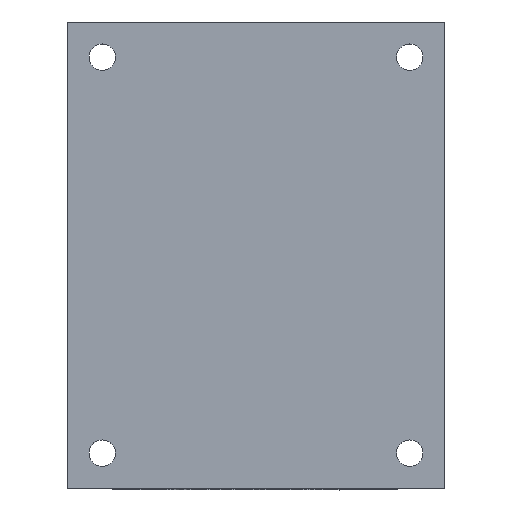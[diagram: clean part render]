
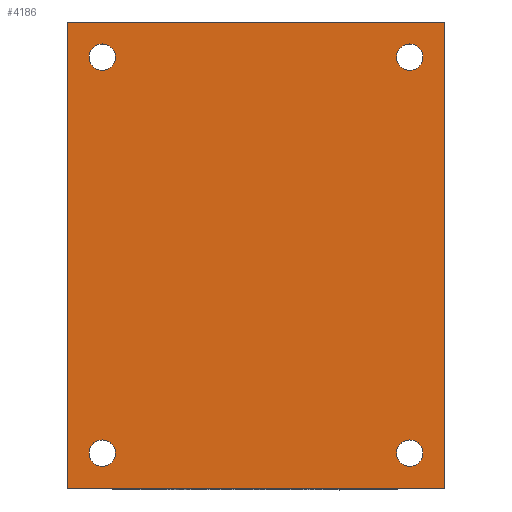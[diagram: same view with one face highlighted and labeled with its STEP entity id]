
A CAD part, top view. The second image highlights one B-rep face of the part: STEP entity #4186.
In plain terms, the highlighted planar face has unit normal (0, 0, 1).
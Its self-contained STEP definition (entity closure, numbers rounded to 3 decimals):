
#121=FACE_BOUND('',#762,.T.);
#122=FACE_BOUND('',#763,.T.);
#123=FACE_BOUND('',#764,.T.);
#124=FACE_BOUND('',#765,.T.);
#518=FACE_OUTER_BOUND('',#761,.T.);
#761=EDGE_LOOP('',(#3824,#3825,#3826,#3827));
#762=EDGE_LOOP('',(#3828));
#763=EDGE_LOOP('',(#3829));
#764=EDGE_LOOP('',(#3830));
#765=EDGE_LOOP('',(#3831));
#769=CIRCLE('',#4195,1.75);
#771=CIRCLE('',#4198,1.75);
#776=CIRCLE('',#4324,1.75);
#778=CIRCLE('',#4328,1.75);
#1137=LINE('',#7574,#1560);
#1173=LINE('',#7651,#1596);
#1175=LINE('',#7655,#1598);
#1189=LINE('',#7690,#1612);
#1560=VECTOR('',#4925,10.);
#1596=VECTOR('',#4995,10.);
#1598=VECTOR('',#4999,10.);
#1612=VECTOR('',#5031,10.);
#1638=VERTEX_POINT('',#5093);
#1640=VERTEX_POINT('',#5099);
#1983=VERTEX_POINT('',#7571);
#1984=VERTEX_POINT('',#7573);
#2008=VERTEX_POINT('',#7649);
#2009=VERTEX_POINT('',#7653);
#2012=VERTEX_POINT('',#7663);
#2016=VERTEX_POINT('',#7675);
#2042=EDGE_CURVE('',#1638,#1638,#769,.T.);
#2045=EDGE_CURVE('',#1640,#1640,#771,.T.);
#2558=EDGE_CURVE('',#1984,#1983,#1137,.T.);
#2597=EDGE_CURVE('',#2008,#1983,#1173,.T.);
#2599=EDGE_CURVE('',#2009,#2008,#1175,.T.);
#2604=EDGE_CURVE('',#2012,#2012,#776,.T.);
#2610=EDGE_CURVE('',#2016,#2016,#778,.T.);
#2617=EDGE_CURVE('',#1984,#2009,#1189,.T.);
#3824=ORIENTED_EDGE('',*,*,#2597,.F.);
#3825=ORIENTED_EDGE('',*,*,#2599,.F.);
#3826=ORIENTED_EDGE('',*,*,#2617,.F.);
#3827=ORIENTED_EDGE('',*,*,#2558,.T.);
#3828=ORIENTED_EDGE('',*,*,#2042,.T.);
#3829=ORIENTED_EDGE('',*,*,#2045,.T.);
#3830=ORIENTED_EDGE('',*,*,#2604,.T.);
#3831=ORIENTED_EDGE('',*,*,#2610,.T.);
#3965=PLANE('',#4337);
#4186=ADVANCED_FACE('',(#518,#121,#122,#123,#124),#3965,.T.);
#4195=AXIS2_PLACEMENT_3D('',#5095,#4364,#4365);
#4198=AXIS2_PLACEMENT_3D('',#5101,#4371,#4372);
#4324=AXIS2_PLACEMENT_3D('',#7665,#5009,#5010);
#4328=AXIS2_PLACEMENT_3D('',#7677,#5021,#5022);
#4337=AXIS2_PLACEMENT_3D('',#7715,#5058,#5059);
#4364=DIRECTION('center_axis',(0.,0.,-1.));
#4365=DIRECTION('ref_axis',(-1.,0.,0.));
#4371=DIRECTION('center_axis',(0.,0.,-1.));
#4372=DIRECTION('ref_axis',(-1.,0.,0.));
#4925=DIRECTION('',(1.,0.,0.));
#4995=DIRECTION('',(0.,-1.,0.));
#4999=DIRECTION('',(1.,0.,0.));
#5009=DIRECTION('center_axis',(0.,0.,-1.));
#5010=DIRECTION('ref_axis',(-1.,0.,0.));
#5021=DIRECTION('center_axis',(0.,0.,-1.));
#5022=DIRECTION('ref_axis',(-1.,0.,0.));
#5031=DIRECTION('',(0.,1.,0.));
#5058=DIRECTION('center_axis',(0.,0.,1.));
#5059=DIRECTION('ref_axis',(1.,0.,0.));
#5093=CARTESIAN_POINT('',(-18.615,-10.035,21.38));
#5095=CARTESIAN_POINT('Origin',(-20.365,-10.035,21.38));
#5099=CARTESIAN_POINT('',(22.115,-10.035,21.38));
#5101=CARTESIAN_POINT('Origin',(20.365,-10.035,21.38));
#7571=CARTESIAN_POINT('',(25.03,-14.7,21.38));
#7573=CARTESIAN_POINT('',(-25.03,-14.7,21.38));
#7574=CARTESIAN_POINT('',(23.83,-14.7,21.38));
#7649=CARTESIAN_POINT('',(25.03,47.1,21.38));
#7651=CARTESIAN_POINT('',(25.03,-26.,21.38));
#7653=CARTESIAN_POINT('',(-25.03,47.1,21.38));
#7655=CARTESIAN_POINT('',(23.83,47.1,21.38));
#7663=CARTESIAN_POINT('',(-18.615,42.435,21.38));
#7665=CARTESIAN_POINT('Origin',(-20.365,42.435,21.38));
#7675=CARTESIAN_POINT('',(22.115,42.435,21.38));
#7677=CARTESIAN_POINT('Origin',(20.365,42.435,21.38));
#7690=CARTESIAN_POINT('',(-25.03,-26.,21.38));
#7715=CARTESIAN_POINT('Origin',(-18.03,53.93,21.38));
